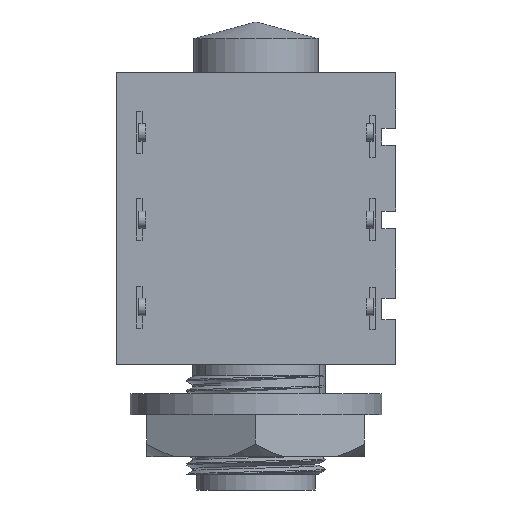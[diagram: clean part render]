
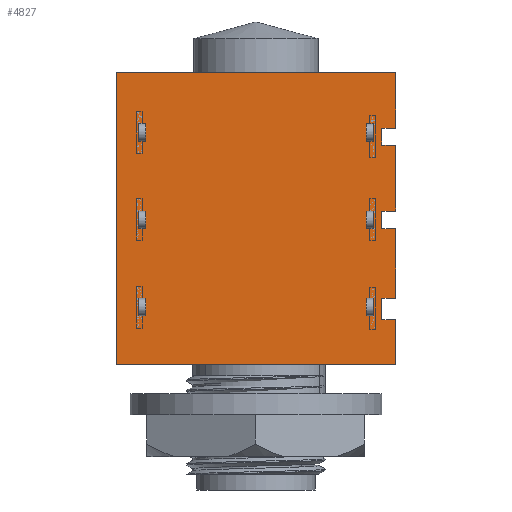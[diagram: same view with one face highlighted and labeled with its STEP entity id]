
A CAD part, front view. The second image highlights one B-rep face of the part: STEP entity #4827.
In plain terms, the highlighted planar face has unit normal (0, -1, 0).
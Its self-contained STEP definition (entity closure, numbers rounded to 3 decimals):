
#205=PLANE('',#5195);
#568=FACE_OUTER_BOUND('',#864,.T.);
#864=EDGE_LOOP('',(#3858,#3859,#3860,#3861,#3862,#3863,#3864,#3865,#3866,
#3867,#3868,#3869,#3870,#3871,#3872,#3873));
#1314=LINE('',#9730,#1800);
#1317=LINE('',#9736,#1803);
#1320=LINE('',#9742,#1806);
#1322=LINE('',#9746,#1808);
#1324=LINE('',#9750,#1810);
#1326=LINE('',#9754,#1812);
#1328=LINE('',#9758,#1814);
#1330=LINE('',#9762,#1816);
#1332=LINE('',#9766,#1818);
#1335=LINE('',#9771,#1821);
#1336=LINE('',#9773,#1822);
#1337=LINE('',#9775,#1823);
#1338=LINE('',#9778,#1824);
#1340=LINE('',#9782,#1826);
#1341=LINE('',#9784,#1827);
#1342=LINE('',#9785,#1828);
#1800=VECTOR('',#5924,10.);
#1803=VECTOR('',#5929,10.);
#1806=VECTOR('',#5934,10.);
#1808=VECTOR('',#5938,10.);
#1810=VECTOR('',#5942,10.);
#1812=VECTOR('',#5946,10.);
#1814=VECTOR('',#5950,10.);
#1816=VECTOR('',#5954,10.);
#1818=VECTOR('',#5958,10.);
#1821=VECTOR('',#5963,10.);
#1822=VECTOR('',#5966,10.);
#1823=VECTOR('',#5969,10.);
#1824=VECTOR('',#5972,10.);
#1826=VECTOR('',#5976,10.);
#1827=VECTOR('',#5977,10.);
#1828=VECTOR('',#5978,10.);
#2292=VERTEX_POINT('',#9727);
#2293=VERTEX_POINT('',#9729);
#2294=VERTEX_POINT('',#9733);
#2295=VERTEX_POINT('',#9735);
#2296=VERTEX_POINT('',#9739);
#2297=VERTEX_POINT('',#9741);
#2298=VERTEX_POINT('',#9745);
#2299=VERTEX_POINT('',#9749);
#2300=VERTEX_POINT('',#9753);
#2301=VERTEX_POINT('',#9757);
#2302=VERTEX_POINT('',#9761);
#2303=VERTEX_POINT('',#9765);
#2304=VERTEX_POINT('',#9769);
#2305=VERTEX_POINT('',#9777);
#2306=VERTEX_POINT('',#9781);
#2307=VERTEX_POINT('',#9783);
#2850=EDGE_CURVE('',#2293,#2292,#1314,.T.);
#2853=EDGE_CURVE('',#2295,#2294,#1317,.T.);
#2856=EDGE_CURVE('',#2297,#2296,#1320,.T.);
#2858=EDGE_CURVE('',#2298,#2295,#1322,.T.);
#2860=EDGE_CURVE('',#2294,#2299,#1324,.T.);
#2862=EDGE_CURVE('',#2300,#2293,#1326,.T.);
#2864=EDGE_CURVE('',#2292,#2301,#1328,.T.);
#2866=EDGE_CURVE('',#2302,#2297,#1330,.T.);
#2868=EDGE_CURVE('',#2296,#2303,#1332,.T.);
#2871=EDGE_CURVE('',#2303,#2304,#1335,.T.);
#2872=EDGE_CURVE('',#2301,#2302,#1336,.T.);
#2873=EDGE_CURVE('',#2299,#2300,#1337,.T.);
#2874=EDGE_CURVE('',#2305,#2298,#1338,.T.);
#2876=EDGE_CURVE('',#2306,#2304,#1340,.T.);
#2877=EDGE_CURVE('',#2307,#2306,#1341,.T.);
#2878=EDGE_CURVE('',#2307,#2305,#1342,.T.);
#3858=ORIENTED_EDGE('',*,*,#2858,.T.);
#3859=ORIENTED_EDGE('',*,*,#2853,.T.);
#3860=ORIENTED_EDGE('',*,*,#2860,.T.);
#3861=ORIENTED_EDGE('',*,*,#2873,.T.);
#3862=ORIENTED_EDGE('',*,*,#2862,.T.);
#3863=ORIENTED_EDGE('',*,*,#2850,.T.);
#3864=ORIENTED_EDGE('',*,*,#2864,.T.);
#3865=ORIENTED_EDGE('',*,*,#2872,.T.);
#3866=ORIENTED_EDGE('',*,*,#2866,.T.);
#3867=ORIENTED_EDGE('',*,*,#2856,.T.);
#3868=ORIENTED_EDGE('',*,*,#2868,.T.);
#3869=ORIENTED_EDGE('',*,*,#2871,.T.);
#3870=ORIENTED_EDGE('',*,*,#2876,.F.);
#3871=ORIENTED_EDGE('',*,*,#2877,.F.);
#3872=ORIENTED_EDGE('',*,*,#2878,.T.);
#3873=ORIENTED_EDGE('',*,*,#2874,.T.);
#4827=ADVANCED_FACE('',(#568),#205,.T.);
#5195=AXIS2_PLACEMENT_3D('',#9780,#5974,#5975);
#5924=DIRECTION('',(0.,0.,1.));
#5929=DIRECTION('',(0.,0.,1.));
#5934=DIRECTION('',(0.,0.,1.));
#5938=DIRECTION('',(-1.,0.,0.));
#5942=DIRECTION('',(1.,0.,0.));
#5946=DIRECTION('',(-1.,0.,0.));
#5950=DIRECTION('',(1.,0.,0.));
#5954=DIRECTION('',(-1.,0.,0.));
#5958=DIRECTION('',(1.,0.,0.));
#5963=DIRECTION('',(0.,0.,1.));
#5966=DIRECTION('',(0.,0.,1.));
#5969=DIRECTION('',(0.,0.,1.));
#5972=DIRECTION('',(0.,0.,1.));
#5974=DIRECTION('center_axis',(0.,-1.,0.));
#5975=DIRECTION('ref_axis',(1.,0.,0.));
#5976=DIRECTION('',(1.,0.,0.));
#5977=DIRECTION('',(0.,0.,1.));
#5978=DIRECTION('',(1.,0.,0.));
#9727=CARTESIAN_POINT('',(9.,-8.,12.578));
#9729=CARTESIAN_POINT('',(9.,-8.,11.326));
#9730=CARTESIAN_POINT('',(9.,-8.,6.289));
#9733=CARTESIAN_POINT('',(9.,-8.,6.328));
#9735=CARTESIAN_POINT('',(9.,-8.,4.8));
#9736=CARTESIAN_POINT('',(9.,-8.,3.164));
#9739=CARTESIAN_POINT('',(9.,-8.,18.5));
#9741=CARTESIAN_POINT('',(9.,-8.,17.291));
#9742=CARTESIAN_POINT('',(9.,-8.,9.25));
#9745=CARTESIAN_POINT('',(10.,-8.,4.8));
#9746=CARTESIAN_POINT('',(-0.5,-8.,4.8));
#9749=CARTESIAN_POINT('',(10.,-8.,6.328));
#9750=CARTESIAN_POINT('',(0.,-8.,6.328));
#9753=CARTESIAN_POINT('',(10.,-8.,11.326));
#9754=CARTESIAN_POINT('',(-0.5,-8.,11.326));
#9757=CARTESIAN_POINT('',(10.,-8.,12.578));
#9758=CARTESIAN_POINT('',(0.,-8.,12.578));
#9761=CARTESIAN_POINT('',(10.,-8.,17.291));
#9762=CARTESIAN_POINT('',(-0.5,-8.,17.291));
#9765=CARTESIAN_POINT('',(10.,-8.,18.5));
#9766=CARTESIAN_POINT('',(0.,-8.,18.5));
#9769=CARTESIAN_POINT('',(10.,-8.,22.5));
#9771=CARTESIAN_POINT('',(10.,-8.,0.));
#9773=CARTESIAN_POINT('',(10.,-8.,0.));
#9775=CARTESIAN_POINT('',(10.,-8.,0.));
#9777=CARTESIAN_POINT('',(10.,-8.,1.574));
#9778=CARTESIAN_POINT('',(10.,-8.,0.));
#9780=CARTESIAN_POINT('Origin',(-10.,-8.,0.));
#9781=CARTESIAN_POINT('',(-10.,-8.,22.5));
#9782=CARTESIAN_POINT('',(-10.,-8.,22.5));
#9783=CARTESIAN_POINT('',(-10.,-8.,1.574));
#9784=CARTESIAN_POINT('',(-10.,-8.,0.));
#9785=CARTESIAN_POINT('',(-5.,-8.,1.574));
